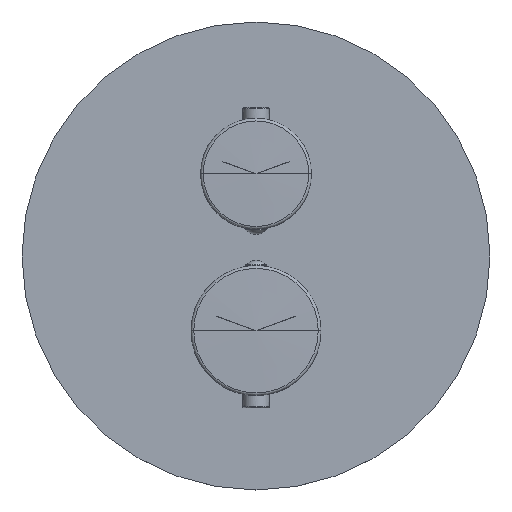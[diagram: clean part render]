
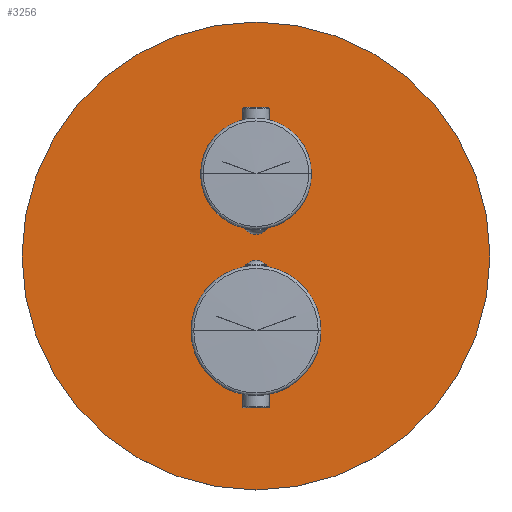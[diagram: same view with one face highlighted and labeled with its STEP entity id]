
A CAD part, top view. The second image highlights one B-rep face of the part: STEP entity #3256.
In plain terms, the highlighted planar face has unit normal (0, 0, 1).
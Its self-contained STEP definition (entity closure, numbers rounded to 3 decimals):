
#334=CARTESIAN_POINT('',(0.,36.5,92.));
#335=DIRECTION('',(0.,0.,-1.));
#336=DIRECTION('',(1.,0.,0.));
#337=AXIS2_PLACEMENT_3D('',#334,#335,#336);
#347=CARTESIAN_POINT('',(0.,6.2,92.));
#348=DIRECTION('',(0.,0.,1.));
#349=DIRECTION('',(1.,0.,0.));
#350=AXIS2_PLACEMENT_3D('',#347,#348,#349);
#352=CARTESIAN_POINT('',(0.,6.2,92.));
#353=DIRECTION('',(0.,0.,1.));
#354=DIRECTION('',(-1.,0.,0.));
#355=AXIS2_PLACEMENT_3D('',#352,#353,#354);
#375=CARTESIAN_POINT('',(0.,36.5,92.));
#376=DIRECTION('',(0.,0.,-1.));
#377=DIRECTION('',(-1.,0.,0.));
#378=AXIS2_PLACEMENT_3D('',#375,#376,#377);
#380=CARTESIAN_POINT('',(0.,-21.5,92.));
#381=DIRECTION('',(0.,0.,1.));
#382=DIRECTION('',(-1.,0.,0.));
#383=AXIS2_PLACEMENT_3D('',#380,#381,#382);
#385=CARTESIAN_POINT('',(0.,-21.5,92.));
#386=DIRECTION('',(0.,0.,1.));
#387=DIRECTION('',(1.,0.,0.));
#388=AXIS2_PLACEMENT_3D('',#385,#386,#387);
#2748=CARTESIAN_POINT('',(86.5,6.2,92.));
#2749=CARTESIAN_POINT('',(-86.5,6.2,92.));
#2750=VERTEX_POINT('',#2748);
#2751=VERTEX_POINT('',#2749);
#2754=CARTESIAN_POINT('',(-24.,-21.5,92.));
#2755=CARTESIAN_POINT('',(24.,-21.5,92.));
#2756=VERTEX_POINT('',#2754);
#2757=VERTEX_POINT('',#2755);
#2792=CARTESIAN_POINT('',(-20.5,36.5,92.));
#2793=CARTESIAN_POINT('',(20.5,36.5,92.));
#2794=VERTEX_POINT('',#2792);
#2795=VERTEX_POINT('',#2793);
#3234=CARTESIAN_POINT('',(0.,6.2,92.));
#3235=DIRECTION('',(0.,0.,1.));
#3236=DIRECTION('',(1.,0.,0.));
#3237=AXIS2_PLACEMENT_3D('',#3234,#3235,#3236);
#3238=PLANE('',#3237);
#3240=ORIENTED_EDGE('',*,*,#3239,.F.);
#3242=ORIENTED_EDGE('',*,*,#3241,.F.);
#3243=EDGE_LOOP('',(#3240,#3242));
#3244=FACE_OUTER_BOUND('',#3243,.F.);
#3246=ORIENTED_EDGE('',*,*,#3245,.F.);
#3247=ORIENTED_EDGE('',*,*,#3217,.F.);
#3248=EDGE_LOOP('',(#3246,#3247));
#3249=FACE_BOUND('',#3248,.F.);
#3251=ORIENTED_EDGE('',*,*,#3250,.T.);
#3253=ORIENTED_EDGE('',*,*,#3252,.T.);
#3254=EDGE_LOOP('',(#3251,#3253));
#3255=FACE_BOUND('',#3254,.F.);
#3256=ADVANCED_FACE('',(#3244,#3249,#3255),#3238,.T.);
#338=CIRCLE('',#337,20.5);
#351=CIRCLE('',#350,86.5);
#356=CIRCLE('',#355,86.5);
#379=CIRCLE('',#378,20.5);
#384=CIRCLE('',#383,24.);
#389=CIRCLE('',#388,24.);
#3217=EDGE_CURVE('',#2795,#2794,#338,.T.);
#3239=EDGE_CURVE('',#2750,#2751,#351,.T.);
#3241=EDGE_CURVE('',#2751,#2750,#356,.T.);
#3245=EDGE_CURVE('',#2794,#2795,#379,.T.);
#3250=EDGE_CURVE('',#2756,#2757,#384,.T.);
#3252=EDGE_CURVE('',#2757,#2756,#389,.T.);
